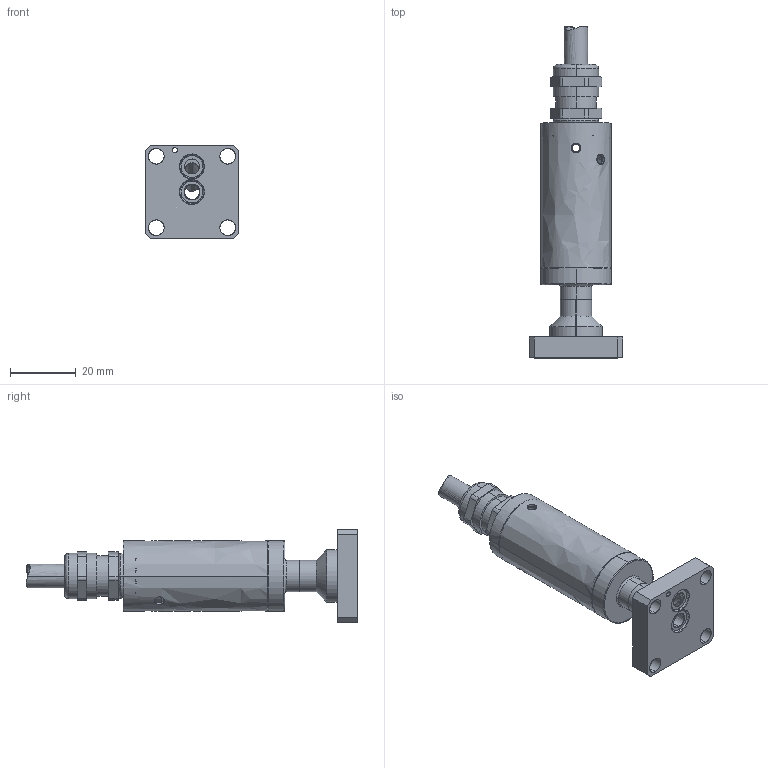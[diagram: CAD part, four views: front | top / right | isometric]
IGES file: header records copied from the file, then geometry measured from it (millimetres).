
Start section: SolidWorks IGES file using analytic representation for surfaces
Global section: file name: GFD-P-CS.IGS; native system: SolidWorks 2019; preprocessor: SolidWorks 2019; author: CFehr; date: 200310.134821; units: inch
Bounding box: 28.45 x 100.85 x 28.45 mm (x, y, z)
Volume: 9085.4 mm3; surface area: 15269.6 mm2
Topology: 7 solids, 7 shells, 298 faces, 1438 edges, 1207 vertices
Faces by surface type: revolution 175, plane 81, bspline 42
